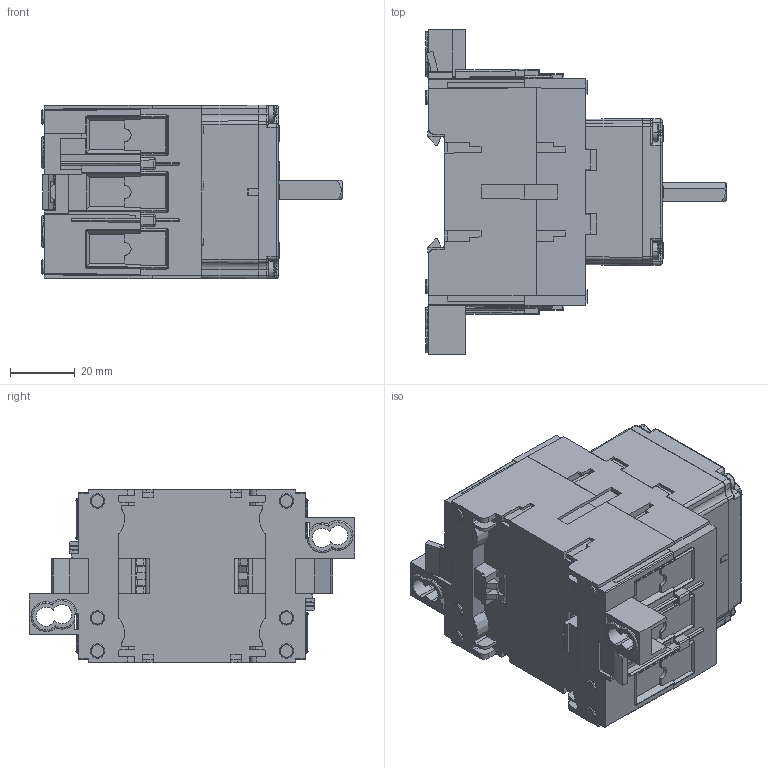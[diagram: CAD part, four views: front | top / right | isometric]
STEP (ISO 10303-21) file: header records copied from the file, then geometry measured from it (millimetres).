
FILE_DESCRIPTION (( 'STEP AP214' ), '1' );
FILE_NAME ('ML2-080-V-A02.step', '2020-05-11T19:08:34', ( '' ), ( '' ), 'SwSTEP 2.0', 'SolidWorks 2019', '' );
FILE_SCHEMA (( 'AUTOMOTIVE_DESIGN' ));
Length unit declared in the file: inch
Products named in the file (2): ML2-080-V-A02
Bounding box: 92.6 x 100.1 x 53.51 mm (x, y, z)
Volume: 217712.9 mm3; surface area: 44370.5 mm2
Topology: 1 solids, 1 shells, 1576 faces, 4588 edges, 2967 vertices
Faces by surface type: plane 1029, cylinder 249, bspline 183, cone 115
Entity records: 60456 total; most frequent: CARTESIAN_POINT 21532, ORIENTED_EDGE 9152, DIRECTION 6613, EDGE_CURVE 4576, LINE 3161, VECTOR 3161, VERTEX_POINT 2967, AXIS2_PLACEMENT_3D 1726
